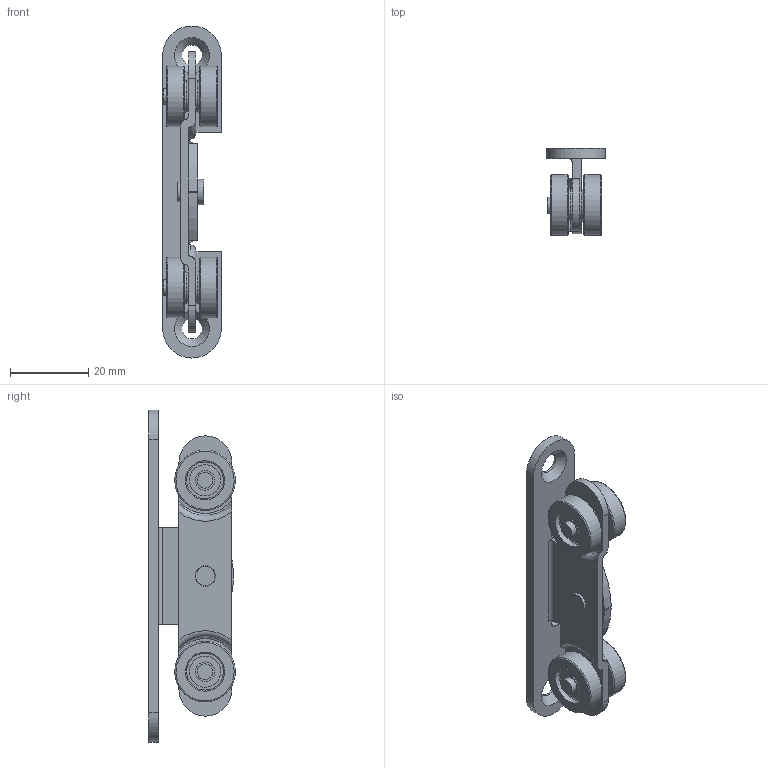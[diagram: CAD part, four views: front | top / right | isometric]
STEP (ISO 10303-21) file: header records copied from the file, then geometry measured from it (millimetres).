
FILE_DESCRIPTION(/* description */ (''),/* implementation_level */ '2;1');
FILE_NAME(/* name */ '99005.stp',/* time_stamp */ '2019-09-09T09:24:33+02:00',/* author */ ('DBARI'),/* organization */ (''),/* preprocessor_version */ 'ST-DEVELOPER v17.2',/* originating_system */ 'Autodesk Inventor 2019',/* authorisation */ '');
FILE_SCHEMA (('AUTOMOTIVE_DESIGN { 1 0 10303 214 3 1 1 }'));
Length unit declared in the file: millimetre
Products named in the file (7): 99005; 16564; 16576; 16565; 15645; 09126; 16567
Assembly tree (11 placements, depth 2):
  99005
    16564
    16576
    16565  x4
    15645
    09126  x2
    16567  x2
Bounding box: 15 x 22.17 x 85 mm (x, y, z)
Volume: 8794.4 mm3; surface area: 9448.6 mm2
Topology: 11 solids, 11 shells, 121 faces, 328 edges, 242 vertices
Faces by surface type: plane 51, cylinder 44, torus 24, cone 2
Full cylindrical faces by diameter (mm): 4 x2, 4.2 x2, 4.9 x1, 5 x2, 5.2 x10, 6.5 x1, 8 x8, 10 x4, 15.5 x4
Entity records: 2919 total; most frequent: CARTESIAN_POINT 597, DIRECTION 475, ORIENTED_EDGE 398, AXIS2_PLACEMENT_3D 202, EDGE_CURVE 199, VERTEX_POINT 142, CIRCLE 110, EDGE_LOOP 95
